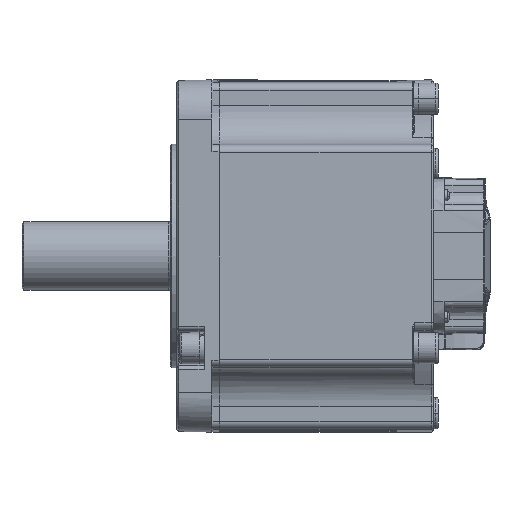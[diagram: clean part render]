
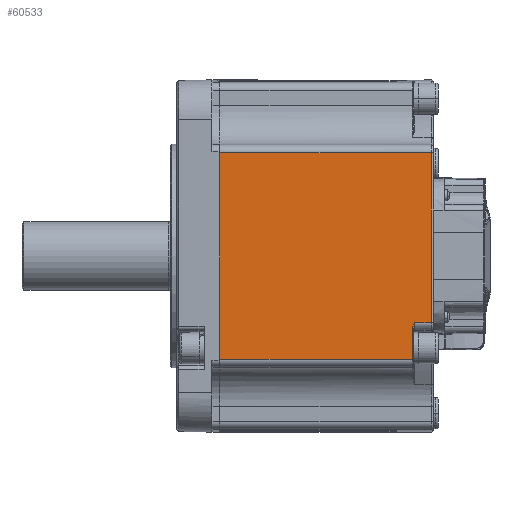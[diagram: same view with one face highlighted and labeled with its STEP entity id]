
A CAD part, left-side view. The second image highlights one B-rep face of the part: STEP entity #60533.
In plain terms, the highlighted planar face has unit normal (-1, 0, 0).
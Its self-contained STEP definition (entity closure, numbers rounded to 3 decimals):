
#1411 = DIRECTION ( 'NONE',  ( 0., 0., -1. ) ) ;
#2526 = LINE ( 'NONE', #28401, #38344 ) ;
#3994 = ORIENTED_EDGE ( 'NONE', *, *, #133486, .F. ) ;
#5088 = CARTESIAN_POINT ( 'NONE',  ( -90., -40.262, -34.445 ) ) ;
#5713 = CARTESIAN_POINT ( 'NONE',  ( -90., -40.023, -34.89 ) ) ;
#5819 = ORIENTED_EDGE ( 'NONE', *, *, #70372, .T. ) ;
#10329 = LINE ( 'NONE', #156254, #129590 ) ;
#17095 = CARTESIAN_POINT ( 'NONE',  ( -90., -40.5, -34. ) ) ;
#22179 = VERTEX_POINT ( 'NONE', #69910 ) ;
#26676 = VECTOR ( 'NONE', #159297, 1000. ) ;
#27702 = VERTEX_POINT ( 'NONE', #28232 ) ;
#28232 = CARTESIAN_POINT ( 'NONE',  ( -90., 59., -52.75 ) ) ;
#28401 = CARTESIAN_POINT ( 'NONE',  ( -90., -39.5, -52.75 ) ) ;
#28784 = ORIENTED_EDGE ( 'NONE', *, *, #180037, .T. ) ;
#33922 = CARTESIAN_POINT ( 'NONE',  ( -90., -39.5, -36.573 ) ) ;
#35975 = CARTESIAN_POINT ( 'NONE',  ( -90., -39.5, -36.828 ) ) ;
#38344 = VECTOR ( 'NONE', #115911, 1000. ) ;
#44328 = CARTESIAN_POINT ( 'NONE',  ( -90., -49., 52.75 ) ) ;
#46660 = EDGE_CURVE ( 'NONE', #56139, #126498, #149306, .T. ) ;
#53117 = CARTESIAN_POINT ( 'NONE',  ( -90., -50., -34. ) ) ;
#53567 = CARTESIAN_POINT ( 'NONE',  ( -90., 59., -52.75 ) ) ;
#56139 = VERTEX_POINT ( 'NONE', #17095 ) ;
#56657 = LINE ( 'NONE', #53567, #130946 ) ;
#58115 = DIRECTION ( 'NONE',  ( 0., -1., 0. ) ) ;
#60533 = ADVANCED_FACE ( 'NONE', ( #156343 ), #158541, .F. ) ;
#62441 = EDGE_CURVE ( 'NONE', #22179, #123248, #10329, .T. ) ;
#63524 = CARTESIAN_POINT ( 'NONE',  ( -90., -39.739, -35.591 ) ) ;
#69910 = CARTESIAN_POINT ( 'NONE',  ( -90., 59., 52.75 ) ) ;
#70372 = EDGE_CURVE ( 'NONE', #27702, #89387, #125867, .T. ) ;
#71935 = AXIS2_PLACEMENT_3D ( 'NONE', #129075, #144100, #1411 ) ;
#89387 = VERTEX_POINT ( 'NONE', #119825 ) ;
#90658 = ORIENTED_EDGE ( 'NONE', *, *, #62441, .F. ) ;
#94629 = ORIENTED_EDGE ( 'NONE', *, *, #46660, .T. ) ;
#99417 = VECTOR ( 'NONE', #151515, 1000. ) ;
#105793 = CARTESIAN_POINT ( 'NONE',  ( -90., -39.5, -36.828 ) ) ;
#106096 = LINE ( 'NONE', #153991, #99417 ) ;
#106828 = VERTEX_POINT ( 'NONE', #35975 ) ;
#107746 = EDGE_CURVE ( 'NONE', #89387, #106828, #2526, .T. ) ;
#113466 = DIRECTION ( 'NONE',  ( 0., 0., 1. ) ) ;
#115911 = DIRECTION ( 'NONE',  ( 0., 0., 1. ) ) ;
#117611 = VECTOR ( 'NONE', #125589, 1000. ) ;
#119825 = CARTESIAN_POINT ( 'NONE',  ( -90., -39.5, -52.75 ) ) ;
#123248 = VERTEX_POINT ( 'NONE', #44328 ) ;
#125446 = B_SPLINE_CURVE_WITH_KNOTS ( 'NONE', 3,
 ( #105793, #33922, #151502, #166021, #63524, #5713, #5088, #163517 ),
 .UNSPECIFIED., .F., .F.,
 ( 4, 2, 2, 4 ),
 ( 0., 0.001, 0.002, 0.003 ),
 .UNSPECIFIED. ) ;
#125589 = DIRECTION ( 'NONE',  ( 0., -1., 0. ) ) ;
#125867 = LINE ( 'NONE', #143634, #26676 ) ;
#126498 = VERTEX_POINT ( 'NONE', #171773 ) ;
#129075 = CARTESIAN_POINT ( 'NONE',  ( -90., 59.5, -52.75 ) ) ;
#129590 = VECTOR ( 'NONE', #58115, 1000. ) ;
#130946 = VECTOR ( 'NONE', #113466, 1000. ) ;
#133486 = EDGE_CURVE ( 'NONE', #27702, #22179, #56657, .T. ) ;
#134882 = ORIENTED_EDGE ( 'NONE', *, *, #107746, .T. ) ;
#143634 = CARTESIAN_POINT ( 'NONE',  ( -90., 59.5, -52.75 ) ) ;
#144100 = DIRECTION ( 'NONE',  ( 1., 0., 0. ) ) ;
#148285 = EDGE_LOOP ( 'NONE', ( #5819, #134882, #174802, #94629, #28784, #90658, #3994 ) ) ;
#149306 = LINE ( 'NONE', #53117, #117611 ) ;
#151502 = CARTESIAN_POINT ( 'NONE',  ( -90., -39.537, -36.324 ) ) ;
#151515 = DIRECTION ( 'NONE',  ( 0., 0., 1. ) ) ;
#153991 = CARTESIAN_POINT ( 'NONE',  ( -90., -49., 52.75 ) ) ;
#156254 = CARTESIAN_POINT ( 'NONE',  ( -90., 59.5, 52.75 ) ) ;
#156343 = FACE_OUTER_BOUND ( 'NONE', #148285, .T. ) ;
#158541 = PLANE ( 'NONE',  #71935 ) ;
#159297 = DIRECTION ( 'NONE',  ( 0., -1., 0. ) ) ;
#163517 = CARTESIAN_POINT ( 'NONE',  ( -90., -40.5, -34. ) ) ;
#166021 = CARTESIAN_POINT ( 'NONE',  ( -90., -39.657, -35.833 ) ) ;
#171773 = CARTESIAN_POINT ( 'NONE',  ( -90., -49., -34. ) ) ;
#173411 = EDGE_CURVE ( 'NONE', #106828, #56139, #125446, .T. ) ;
#174802 = ORIENTED_EDGE ( 'NONE', *, *, #173411, .T. ) ;
#180037 = EDGE_CURVE ( 'NONE', #126498, #123248, #106096, .T. ) ;
